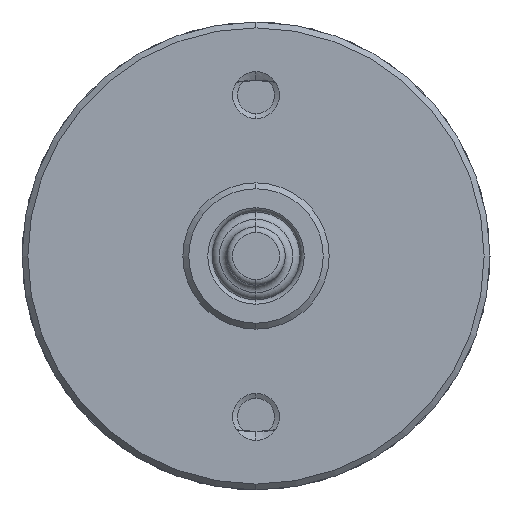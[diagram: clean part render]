
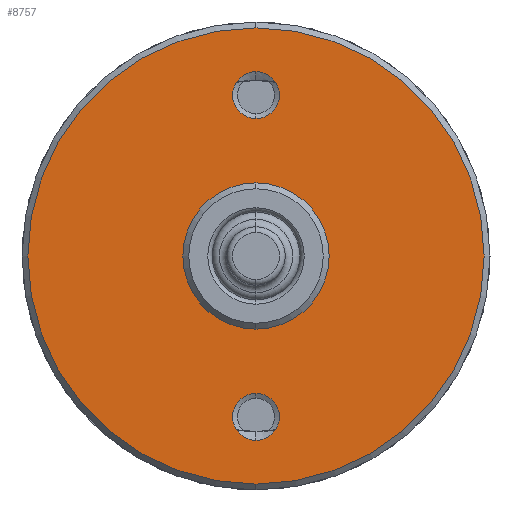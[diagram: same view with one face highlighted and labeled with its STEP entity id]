
A CAD part, left-side view. The second image highlights one B-rep face of the part: STEP entity #8757.
In plain terms, the highlighted planar face has unit normal (-1, 0, 0).
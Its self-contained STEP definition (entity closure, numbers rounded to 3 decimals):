
#180 = VERTEX_POINT ( 'NONE', #20503 ) ;
#585 = CARTESIAN_POINT ( 'NONE',  ( 2.7, 0., 0. ) ) ;
#794 = CARTESIAN_POINT ( 'NONE',  ( 2.7, 0., 2.5 ) ) ;
#1165 = EDGE_CURVE ( 'NONE', #180, #7362, #14850, .T. ) ;
#1700 = CIRCLE ( 'NONE', #11531, 0.8 ) ;
#2506 = FACE_BOUND ( 'NONE', #13254, .T. ) ;
#2723 = AXIS2_PLACEMENT_3D ( 'NONE', #14879, #21319, #26106 ) ;
#2778 = CARTESIAN_POINT ( 'NONE',  ( 2.7, 0., 4.7 ) ) ;
#3141 = VERTEX_POINT ( 'NONE', #4379 ) ;
#3646 = DIRECTION ( 'NONE',  ( 0., 0., 1. ) ) ;
#3861 = AXIS2_PLACEMENT_3D ( 'NONE', #28291, #21385, #19077 ) ;
#4379 = CARTESIAN_POINT ( 'NONE',  ( 2.7, 0., 6.3 ) ) ;
#4750 = CARTESIAN_POINT ( 'NONE',  ( 2.7, 0., 0. ) ) ;
#5193 = AXIS2_PLACEMENT_3D ( 'NONE', #13792, #13334, #11064 ) ;
#6265 = ORIENTED_EDGE ( 'NONE', *, *, #15548, .F. ) ;
#6989 = DIRECTION ( 'NONE',  ( 0., 0., 1. ) ) ;
#7362 = VERTEX_POINT ( 'NONE', #794 ) ;
#7505 = DIRECTION ( 'NONE',  ( -1., 0., 0. ) ) ;
#7587 = FACE_BOUND ( 'NONE', #22794, .T. ) ;
#8093 = VERTEX_POINT ( 'NONE', #26099 ) ;
#8625 = AXIS2_PLACEMENT_3D ( 'NONE', #585, #7505, #26102 ) ;
#8757 = ADVANCED_FACE ( 'NONE', ( #2506, #21243, #7587, #12039 ), #9733, .F. ) ;
#8925 = VERTEX_POINT ( 'NONE', #16108 ) ;
#9156 = DIRECTION ( 'NONE',  ( -1., 0., 0. ) ) ;
#9733 = PLANE ( 'NONE',  #3861 ) ;
#9770 = ORIENTED_EDGE ( 'NONE', *, *, #23593, .F. ) ;
#10997 = DIRECTION ( 'NONE',  ( 0., 0., 1. ) ) ;
#11064 = DIRECTION ( 'NONE',  ( 0., 0., 1. ) ) ;
#11398 = ORIENTED_EDGE ( 'NONE', *, *, #28368, .F. ) ;
#11513 = VERTEX_POINT ( 'NONE', #22310 ) ;
#11531 = AXIS2_PLACEMENT_3D ( 'NONE', #11743, #9156, #6989 ) ;
#11576 = CIRCLE ( 'NONE', #8625, 7.8 ) ;
#11743 = CARTESIAN_POINT ( 'NONE',  ( 2.7, 0., -5.5 ) ) ;
#12039 = FACE_OUTER_BOUND ( 'NONE', #14665, .T. ) ;
#13254 = EDGE_LOOP ( 'NONE', ( #26692, #22593 ) ) ;
#13334 = DIRECTION ( 'NONE',  ( -1., 0., 0. ) ) ;
#13433 = DIRECTION ( 'NONE',  ( -1., 0., 0. ) ) ;
#13545 = DIRECTION ( 'NONE',  ( 0., 0., 1. ) ) ;
#13792 = CARTESIAN_POINT ( 'NONE',  ( 2.7, 0., -5.5 ) ) ;
#13943 = DIRECTION ( 'NONE',  ( 0., 0., 1. ) ) ;
#14665 = EDGE_LOOP ( 'NONE', ( #29936, #29159 ) ) ;
#14850 = CIRCLE ( 'NONE', #26175, 2.5 ) ;
#14879 = CARTESIAN_POINT ( 'NONE',  ( 2.7, 0., 0. ) ) ;
#15548 = EDGE_CURVE ( 'NONE', #19952, #3141, #27626, .T. ) ;
#15610 = CIRCLE ( 'NONE', #21474, 0.8 ) ;
#15848 = CIRCLE ( 'NONE', #23672, 7.8 ) ;
#15973 = CIRCLE ( 'NONE', #2723, 2.5 ) ;
#16108 = CARTESIAN_POINT ( 'NONE',  ( 2.7, 0., -7.8 ) ) ;
#16547 = EDGE_CURVE ( 'NONE', #8093, #8925, #15848, .T. ) ;
#18190 = DIRECTION ( 'NONE',  ( -1., 0., 0. ) ) ;
#18314 = DIRECTION ( 'NONE',  ( -1., 0., 0. ) ) ;
#19077 = DIRECTION ( 'NONE',  ( 0., 0., -1. ) ) ;
#19903 = CIRCLE ( 'NONE', #5193, 0.8 ) ;
#19952 = VERTEX_POINT ( 'NONE', #2778 ) ;
#20503 = CARTESIAN_POINT ( 'NONE',  ( 2.7, 0., -2.5 ) ) ;
#20649 = CARTESIAN_POINT ( 'NONE',  ( 2.7, 0., 0. ) ) ;
#20730 = EDGE_CURVE ( 'NONE', #20917, #11513, #1700, .T. ) ;
#20917 = VERTEX_POINT ( 'NONE', #21699 ) ;
#21243 = FACE_BOUND ( 'NONE', #26844, .T. ) ;
#21319 = DIRECTION ( 'NONE',  ( -1., 0., 0. ) ) ;
#21385 = DIRECTION ( 'NONE',  ( 1., 0., 0. ) ) ;
#21474 = AXIS2_PLACEMENT_3D ( 'NONE', #24973, #18190, #10997 ) ;
#21699 = CARTESIAN_POINT ( 'NONE',  ( 2.7, 0., -4.7 ) ) ;
#22310 = CARTESIAN_POINT ( 'NONE',  ( 2.7, 0., -6.3 ) ) ;
#22593 = ORIENTED_EDGE ( 'NONE', *, *, #26919, .F. ) ;
#22794 = EDGE_LOOP ( 'NONE', ( #11398, #28404 ) ) ;
#23593 = EDGE_CURVE ( 'NONE', #3141, #19952, #15610, .T. ) ;
#23672 = AXIS2_PLACEMENT_3D ( 'NONE', #20649, #13433, #3646 ) ;
#24973 = CARTESIAN_POINT ( 'NONE',  ( 2.7, 0., 5.5 ) ) ;
#26099 = CARTESIAN_POINT ( 'NONE',  ( 2.7, 0., 7.8 ) ) ;
#26102 = DIRECTION ( 'NONE',  ( 0., 0., 1. ) ) ;
#26106 = DIRECTION ( 'NONE',  ( 0., 0., 1. ) ) ;
#26175 = AXIS2_PLACEMENT_3D ( 'NONE', #4750, #26247, #13943 ) ;
#26247 = DIRECTION ( 'NONE',  ( -1., 0., 0. ) ) ;
#26692 = ORIENTED_EDGE ( 'NONE', *, *, #20730, .F. ) ;
#26844 = EDGE_LOOP ( 'NONE', ( #9770, #6265 ) ) ;
#26919 = EDGE_CURVE ( 'NONE', #11513, #20917, #19903, .T. ) ;
#27031 = EDGE_CURVE ( 'NONE', #8925, #8093, #11576, .T. ) ;
#27626 = CIRCLE ( 'NONE', #29089, 0.8 ) ;
#28122 = CARTESIAN_POINT ( 'NONE',  ( 2.7, 0., 5.5 ) ) ;
#28291 = CARTESIAN_POINT ( 'NONE',  ( 2.7, 2.5, 0. ) ) ;
#28368 = EDGE_CURVE ( 'NONE', #7362, #180, #15973, .T. ) ;
#28404 = ORIENTED_EDGE ( 'NONE', *, *, #1165, .F. ) ;
#29089 = AXIS2_PLACEMENT_3D ( 'NONE', #28122, #18314, #13545 ) ;
#29159 = ORIENTED_EDGE ( 'NONE', *, *, #16547, .T. ) ;
#29936 = ORIENTED_EDGE ( 'NONE', *, *, #27031, .T. ) ;
